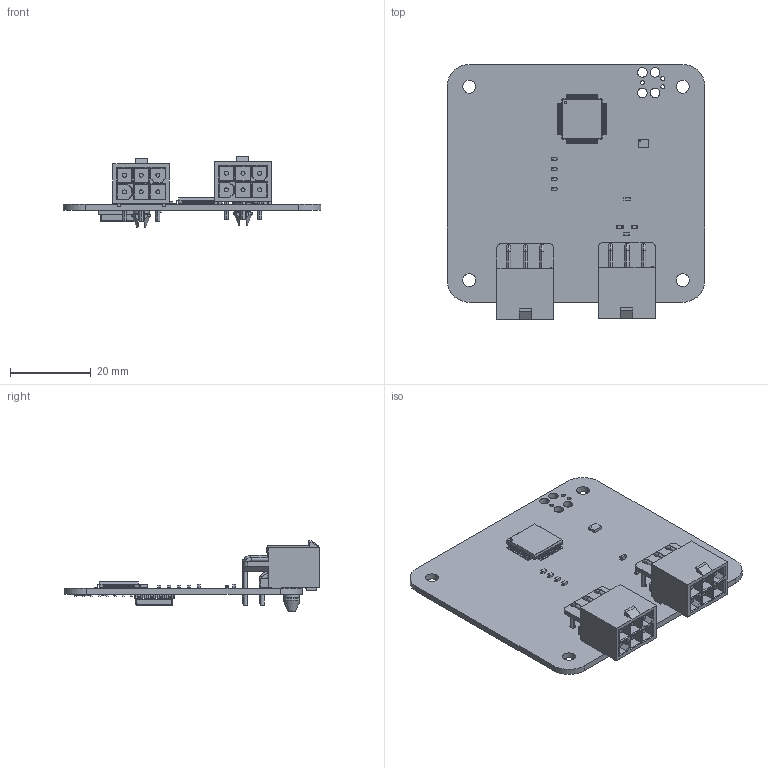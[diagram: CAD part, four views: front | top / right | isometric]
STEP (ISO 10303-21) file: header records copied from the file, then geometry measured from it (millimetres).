
FILE_DESCRIPTION(('KiCad electronic assembly'),'2;1');
FILE_NAME('IMU_V100.step','2025-03-15T23:40:24',('Pcbnew'),('Kicad'), 'Open CASCADE STEP processor 7.8','KiCad to STEP converter','Unknown' );
FILE_SCHEMA(('AUTOMOTIVE_DESIGN { 1 0 10303 214 1 1 1 1 }'));
Length unit declared in the file: millimetre
Products named in the file (11): IMU_V100 1; R_0603_1608Metric; C_0603_1608Metric; D_SOD-523; 1-770969-0; Bosch_LGA-8_2x2.5mm_P0.65mm_ClockwisePinNumbering; LQFP-64_10x10mm_P0.5mm; C_0402_1005Metric; R_0402_1005Metric; LC76GABMD; IMU_V100_PCB
Assembly tree (31 placements, depth 2):
  IMU_V100 1
    R_0603_1608Metric  x2
    C_0603_1608Metric  x2
    D_SOD-523  x4
    1-770969-0  x2
    Bosch_LGA-8_2x2.5mm_P0.65mm_ClockwisePinNumbering
    LQFP-64_10x10mm_P0.5mm
    C_0402_1005Metric  x9
    R_0402_1005Metric  x8
    LC76GABMD
    IMU_V100_PCB
Bounding box: 64 x 63.27 x 17.59 mm (x, y, z)
Volume: 8629.5 mm3; surface area: 13593.9 mm2
Topology: 60 solids, 60 shells, 2643 faces, 6829 edges, 4396 vertices
Faces by surface type: plane 1766, cylinder 699, bspline 136, torus 38, cone 4
Full cylindrical faces by diameter (mm): 0.2 x1, 0.5 x1, 0.991 x3, 1.4 x12, 2.375 x4, 3.2 x4, 3.86 x2
Entity records: 69129 total; most frequent: CARTESIAN_POINT 13549, ORIENTED_EDGE 9884, DIRECTION 9334, EDGE_CURVE 4942, LINE 3922, VECTOR 3922, VERTEX_POINT 3171, AXIS2_PLACEMENT_3D 2706
